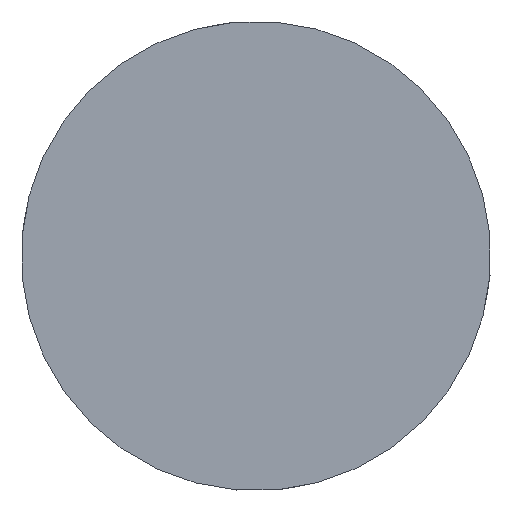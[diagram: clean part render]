
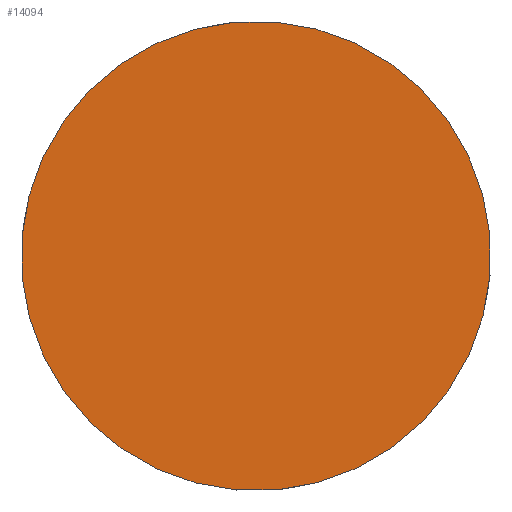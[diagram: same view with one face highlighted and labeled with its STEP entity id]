
A CAD part, front view. The second image highlights one B-rep face of the part: STEP entity #14094.
In plain terms, the highlighted face is planar.
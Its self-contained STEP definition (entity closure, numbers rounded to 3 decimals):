
#87 = DIRECTION ( 'NONE',  ( 0., 0., -1. ) ) ;
#1357 = EDGE_LOOP ( 'NONE', ( #2698, #4891 ) ) ;
#1443 = AXIS2_PLACEMENT_3D ( 'NONE', #8676, #13568, #9790 ) ;
#1911 = AXIS2_PLACEMENT_3D ( 'NONE', #14446, #87, #4910 ) ;
#2108 = DIRECTION ( 'NONE',  ( 1., 0., 0. ) ) ;
#2698 = ORIENTED_EDGE ( 'NONE', *, *, #4216, .F. ) ;
#3294 = CARTESIAN_POINT ( 'NONE',  ( 0., 0., 0. ) ) ;
#4216 = EDGE_CURVE ( 'NONE', #11669, #9733, #14619, .T. ) ;
#4891 = ORIENTED_EDGE ( 'NONE', *, *, #9962, .F. ) ;
#4910 = DIRECTION ( 'NONE',  ( -1., 0., 0. ) ) ;
#7808 = AXIS2_PLACEMENT_3D ( 'NONE', #3294, #10629, #2108 ) ;
#8676 = CARTESIAN_POINT ( 'NONE',  ( 0., 0., 0. ) ) ;
#9643 = PLANE ( 'NONE',  #1911 ) ;
#9733 = VERTEX_POINT ( 'NONE', #14288 ) ;
#9790 = DIRECTION ( 'NONE',  ( 1., 0., 0. ) ) ;
#9962 = EDGE_CURVE ( 'NONE', #9733, #11669, #15295, .T. ) ;
#10629 = DIRECTION ( 'NONE',  ( 0., 0., 1. ) ) ;
#11669 = VERTEX_POINT ( 'NONE', #12844 ) ;
#12086 = FACE_OUTER_BOUND ( 'NONE', #1357, .T. ) ;
#12844 = CARTESIAN_POINT ( 'NONE',  ( 9.5, 0., 0. ) ) ;
#13568 = DIRECTION ( 'NONE',  ( 0., 0., 1. ) ) ;
#14094 = ADVANCED_FACE ( 'NONE', ( #12086 ), #9643, .T. ) ;
#14288 = CARTESIAN_POINT ( 'NONE',  ( -9.5, 0., 0. ) ) ;
#14446 = CARTESIAN_POINT ( 'NONE',  ( 0., 0., 0. ) ) ;
#14619 = CIRCLE ( 'NONE', #7808, 9.5 ) ;
#15295 = CIRCLE ( 'NONE', #1443, 9.5 ) ;
